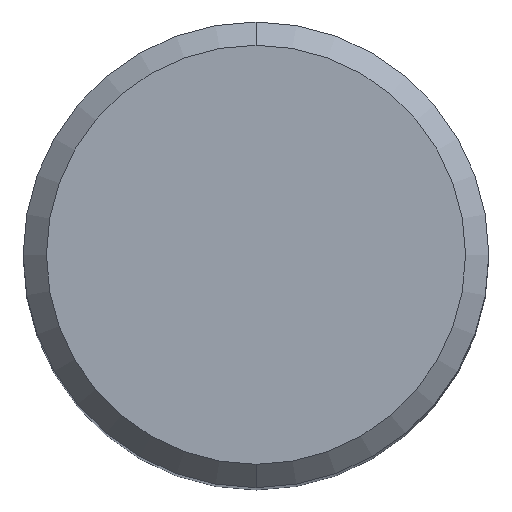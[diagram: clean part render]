
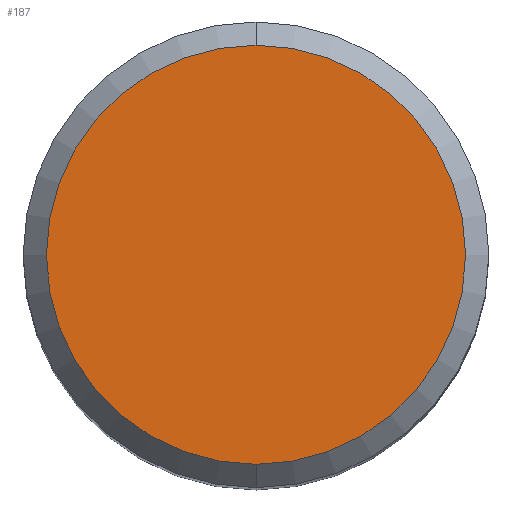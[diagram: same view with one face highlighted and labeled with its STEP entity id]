
A CAD part, top view. The second image highlights one B-rep face of the part: STEP entity #187.
In plain terms, the highlighted planar face has unit normal (0, 0, 1).
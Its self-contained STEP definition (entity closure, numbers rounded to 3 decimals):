
#109=EDGE_CURVE('',#225,#175,#261,.T.);
#119=EDGE_CURVE('',#175,#225,#271,.T.);
#175=VERTEX_POINT('',#330);
#187=ADVANCED_FACE('',(#343),#344,.T.);
#225=VERTEX_POINT('',#393);
#261=CIRCLE('',#428,7.2);
#271=CIRCLE('',#444,7.2);
#330=CARTESIAN_POINT('',(0.0,7.2,0.));
#343=FACE_OUTER_BOUND('',#540,.T.);
#344=PLANE('',#541);
#393=CARTESIAN_POINT('',(0.,-7.2,0.));
#428=AXIS2_PLACEMENT_3D('',#617,#618,#619);
#444=AXIS2_PLACEMENT_3D('',#624,#625,#626);
#540=EDGE_LOOP('',(#699,#700));
#541=AXIS2_PLACEMENT_3D('',#701,#702,#703);
#617=CARTESIAN_POINT('',(0.0,0.0,0.));
#618=DIRECTION('',(0.0,0.0,-1.0));
#619=DIRECTION('',(0.0,1.0,0.0));
#624=CARTESIAN_POINT('',(0.0,0.0,0.));
#625=DIRECTION('',(0.0,0.0,-1.0));
#626=DIRECTION('',(0.0,1.0,0.0));
#699=ORIENTED_EDGE('',*,*,#119,.F.);
#700=ORIENTED_EDGE('',*,*,#109,.F.);
#701=CARTESIAN_POINT('',(0.0,3.6,0.));
#702=DIRECTION('',(-0.0,0.0,1.0));
#703=DIRECTION('',(0.0,-1.0,0.0));
